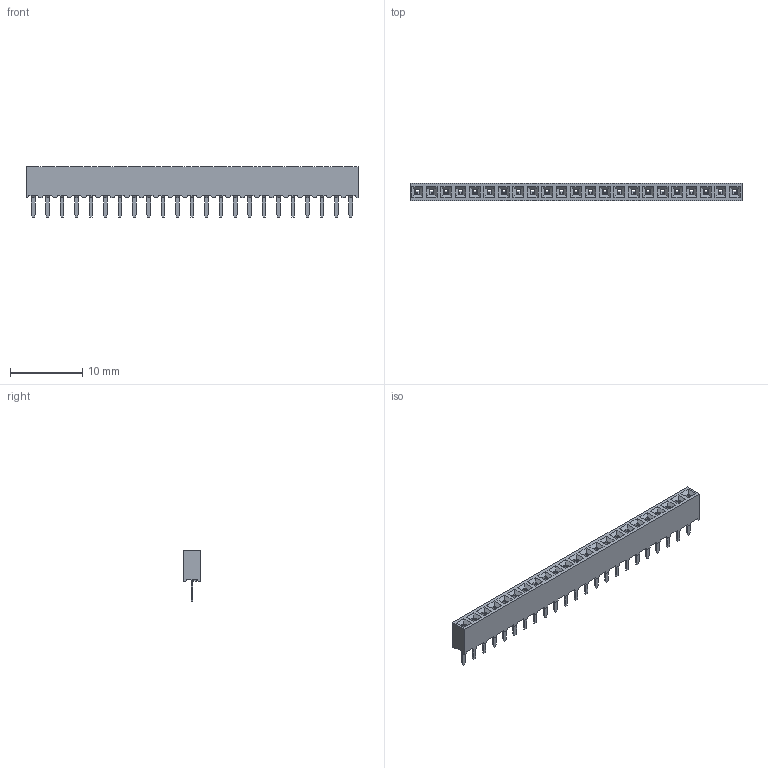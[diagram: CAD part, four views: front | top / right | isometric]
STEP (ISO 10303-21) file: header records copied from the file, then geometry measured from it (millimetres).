
FILE_DESCRIPTION(('STEP AP214'), '1');
FILE_NAME('PBS2', '', ('UNSPECIFIED'), ('UNSPECIFIED'), 'ASCON STEP Converter 1.6', 'ASCON Math Kernel', '');
FILE_SCHEMA(('AUTOMOTIVE_DESIGN { 1 0 10303 214 3 1 1}'));
Length unit declared in the file: millimetre
Bounding box: 46 x 2.4 x 7 mm (x, y, z)
Volume: 307.4 mm3; surface area: 1757.9 mm2
Topology: 24 solids, 24 shells, 1919 faces, 4877 edges, 3006 vertices
Faces by surface type: plane 1574, cylinder 345
Entity records: 72283 total; most frequent: CARTESIAN_POINT 9987, ORIENTED_EDGE 9754, DIRECTION 9407, EDGE_CURVE 4877, LINE 4187, VECTOR 4187, VERTEX_POINT 3190, AXIS2_PLACEMENT_3D 2610
